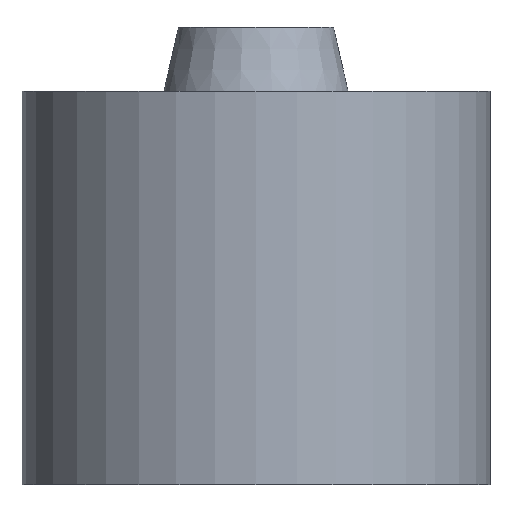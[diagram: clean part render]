
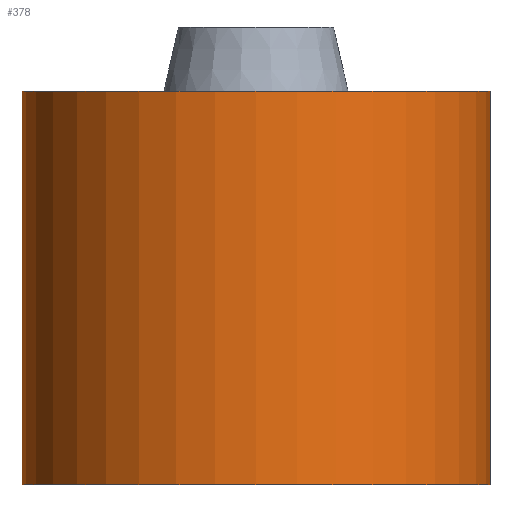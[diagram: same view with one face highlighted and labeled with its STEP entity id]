
A CAD part, front view. The second image highlights one B-rep face of the part: STEP entity #378.
In plain terms, the highlighted cylindrical face has radius 915.494 mm (diameter 1830.99 mm), a full revolution.
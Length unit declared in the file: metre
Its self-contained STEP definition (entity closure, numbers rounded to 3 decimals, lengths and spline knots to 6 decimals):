
#56=ORIENTED_EDGE('',*,*,#121,.F.);
#57=ORIENTED_EDGE('',*,*,#120,.T.);
#120=EDGE_CURVE('',#156,#156,#192,.T.);
#121=EDGE_CURVE('',#157,#157,#193,.T.);
#156=VERTEX_POINT('',#663);
#157=VERTEX_POINT('',#666);
#192=CIRCLE('',#437,0.915494);
#193=CIRCLE('',#439,0.915494);
#236=EDGE_LOOP('',(#56));
#237=EDGE_LOOP('',(#57));
#308=FACE_BOUND('',#236,.T.);
#309=FACE_BOUND('',#237,.T.);
#362=CYLINDRICAL_SURFACE('',#438,0.915494);
#378=ADVANCED_FACE('',(#308,#309),#362,.T.);
#437=AXIS2_PLACEMENT_3D('',#662,#529,#530);
#438=AXIS2_PLACEMENT_3D('',#664,#531,#532);
#439=AXIS2_PLACEMENT_3D('',#665,#533,#534);
#529=DIRECTION('',(0.,0.,-1.));
#530=DIRECTION('',(-1.,0.,0.));
#531=DIRECTION('',(0.,0.,-1.));
#532=DIRECTION('',(-1.,0.,0.));
#533=DIRECTION('',(0.,0.,-1.));
#534=DIRECTION('',(-1.,0.,0.));
#662=CARTESIAN_POINT('',(0.,0.,1.043513));
#663=CARTESIAN_POINT('',(-0.915494,0.,1.043513));
#664=CARTESIAN_POINT('',(0.,0.,0.126411));
#665=CARTESIAN_POINT('',(0.,0.,-0.495437));
#666=CARTESIAN_POINT('',(-0.915494,0.,-0.495437));
